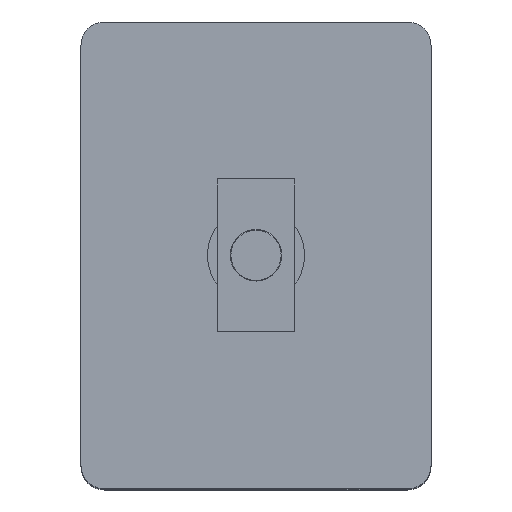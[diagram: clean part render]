
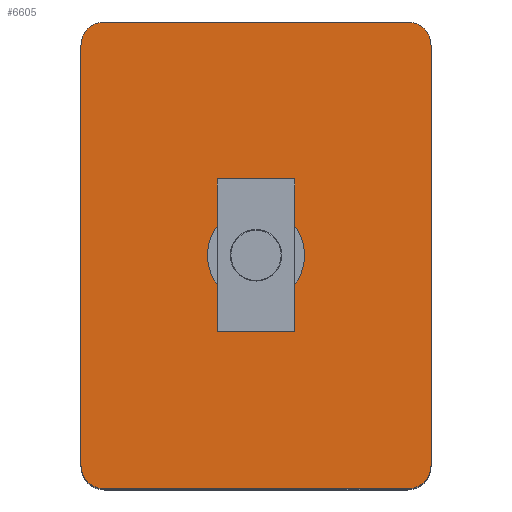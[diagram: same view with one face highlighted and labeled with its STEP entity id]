
A CAD part, top view. The second image highlights one B-rep face of the part: STEP entity #6605.
In plain terms, the highlighted planar face has unit normal (0, 0, 1).
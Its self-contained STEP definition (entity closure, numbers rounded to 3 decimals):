
#29 = CARTESIAN_POINT ( 'NONE',  ( 22.5, 27., 91. ) ) ;
#184 = EDGE_CURVE ( 'NONE', #9258, #460, #10872, .T. ) ;
#313 = ORIENTED_EDGE ( 'NONE', *, *, #11013, .F. ) ;
#460 = VERTEX_POINT ( 'NONE', #8826 ) ;
#737 = EDGE_CURVE ( 'NONE', #5760, #10995, #6117, .T. ) ;
#926 = EDGE_CURVE ( 'NONE', #9258, #3622, #10537, .T. ) ;
#1273 = DIRECTION ( 'NONE',  ( 0., 0., 1. ) ) ;
#1383 = EDGE_LOOP ( 'NONE', ( #2839, #12251, #11051, #11359, #6516, #11749, #12059, #313 ) ) ;
#1620 = CARTESIAN_POINT ( 'NONE',  ( 19.5, -30., 91. ) ) ;
#1682 = AXIS2_PLACEMENT_3D ( 'NONE', #7747, #1273, #8678 ) ;
#1863 = ORIENTED_EDGE ( 'NONE', *, *, #9105, .T. ) ;
#1960 = DIRECTION ( 'NONE',  ( 0., 0., -1. ) ) ;
#2116 = CARTESIAN_POINT ( 'NONE',  ( -22.5, 27., 91. ) ) ;
#2395 = CARTESIAN_POINT ( 'NONE',  ( 19.5, -27., 91. ) ) ;
#2632 = AXIS2_PLACEMENT_3D ( 'NONE', #6228, #11021, #9141 ) ;
#2745 = CARTESIAN_POINT ( 'NONE',  ( 0., 6.25, 91. ) ) ;
#2825 = CARTESIAN_POINT ( 'NONE',  ( 19.5, -30., 91. ) ) ;
#2839 = ORIENTED_EDGE ( 'NONE', *, *, #7122, .T. ) ;
#2986 = CARTESIAN_POINT ( 'NONE',  ( -19.5, -30., 91. ) ) ;
#3399 = CIRCLE ( 'NONE', #8707, 3. ) ;
#3586 = LINE ( 'NONE', #4889, #6870 ) ;
#3622 = VERTEX_POINT ( 'NONE', #2116 ) ;
#3794 = LINE ( 'NONE', #29, #6633 ) ;
#3836 = EDGE_CURVE ( 'NONE', #10373, #5866, #12042, .T. ) ;
#3894 = CARTESIAN_POINT ( 'NONE',  ( 0., -6.25, 91. ) ) ;
#3918 = CARTESIAN_POINT ( 'NONE',  ( -19.5, 27., 91. ) ) ;
#4107 = AXIS2_PLACEMENT_3D ( 'NONE', #5466, #6053, #11650 ) ;
#4340 = DIRECTION ( 'NONE',  ( 0., 0., 1. ) ) ;
#4606 = FACE_OUTER_BOUND ( 'NONE', #1383, .T. ) ;
#4710 = DIRECTION ( 'NONE',  ( 0., -1., 0. ) ) ;
#4745 = DIRECTION ( 'NONE',  ( 0., -1., 0. ) ) ;
#4816 = EDGE_CURVE ( 'NONE', #8107, #460, #10582, .T. ) ;
#4826 = AXIS2_PLACEMENT_3D ( 'NONE', #2395, #4340, #7093 ) ;
#4886 = DIRECTION ( 'NONE',  ( 0., 0., 1. ) ) ;
#4889 = CARTESIAN_POINT ( 'NONE',  ( -22.5, -27., 91. ) ) ;
#5302 = CARTESIAN_POINT ( 'NONE',  ( -19.5, 30., 91. ) ) ;
#5466 = CARTESIAN_POINT ( 'NONE',  ( 16.5, 30., 91. ) ) ;
#5760 = VERTEX_POINT ( 'NONE', #2825 ) ;
#5816 = DIRECTION ( 'NONE',  ( 0., 1., 0. ) ) ;
#5866 = VERTEX_POINT ( 'NONE', #2745 ) ;
#5962 = CARTESIAN_POINT ( 'NONE',  ( -19.5, -27., 91. ) ) ;
#6053 = DIRECTION ( 'NONE',  ( 0., 0., 1. ) ) ;
#6117 = LINE ( 'NONE', #1620, #8330 ) ;
#6215 = AXIS2_PLACEMENT_3D ( 'NONE', #3918, #4886, #8717 ) ;
#6228 = CARTESIAN_POINT ( 'NONE',  ( 0., 0., 91. ) ) ;
#6516 = ORIENTED_EDGE ( 'NONE', *, *, #4816, .T. ) ;
#6605 = ADVANCED_FACE ( 'NONE', ( #4606, #9938 ), #12095, .T. ) ;
#6633 = VECTOR ( 'NONE', #4710, 1000. ) ;
#6870 = VECTOR ( 'NONE', #5816, 1000. ) ;
#6941 = CARTESIAN_POINT ( 'NONE',  ( -19.5, 30., 91. ) ) ;
#7093 = DIRECTION ( 'NONE',  ( 0., -1., 0. ) ) ;
#7122 = EDGE_CURVE ( 'NONE', #10057, #10995, #3399, .T. ) ;
#7155 = CARTESIAN_POINT ( 'NONE',  ( -22.5, -27., 91. ) ) ;
#7321 = AXIS2_PLACEMENT_3D ( 'NONE', #7562, #1960, #4745 ) ;
#7486 = ORIENTED_EDGE ( 'NONE', *, *, #3836, .T. ) ;
#7562 = CARTESIAN_POINT ( 'NONE',  ( 0., 0., 91. ) ) ;
#7747 = CARTESIAN_POINT ( 'NONE',  ( 19.5, 27., 91. ) ) ;
#7868 = DIRECTION ( 'NONE',  ( 0., 0., 1. ) ) ;
#7931 = CIRCLE ( 'NONE', #7321, 6.25 ) ;
#8107 = VERTEX_POINT ( 'NONE', #10029 ) ;
#8160 = DIRECTION ( 'NONE',  ( 1., 0., 0. ) ) ;
#8330 = VECTOR ( 'NONE', #8562, 1000. ) ;
#8355 = EDGE_CURVE ( 'NONE', #8107, #11972, #3794, .T. ) ;
#8562 = DIRECTION ( 'NONE',  ( -1., 0., 0. ) ) ;
#8678 = DIRECTION ( 'NONE',  ( 1., 0., 0. ) ) ;
#8707 = AXIS2_PLACEMENT_3D ( 'NONE', #5962, #7868, #10585 ) ;
#8717 = DIRECTION ( 'NONE',  ( 0., 1., 0. ) ) ;
#8826 = CARTESIAN_POINT ( 'NONE',  ( 19.5, 30., 91. ) ) ;
#9105 = EDGE_CURVE ( 'NONE', #5866, #10373, #7931, .T. ) ;
#9141 = DIRECTION ( 'NONE',  ( 0., -1., 0. ) ) ;
#9258 = VERTEX_POINT ( 'NONE', #6941 ) ;
#9892 = CARTESIAN_POINT ( 'NONE',  ( 22.5, -27., 91. ) ) ;
#9938 = FACE_BOUND ( 'NONE', #10244, .T. ) ;
#10029 = CARTESIAN_POINT ( 'NONE',  ( 22.5, 27., 91. ) ) ;
#10057 = VERTEX_POINT ( 'NONE', #7155 ) ;
#10244 = EDGE_LOOP ( 'NONE', ( #7486, #1863 ) ) ;
#10373 = VERTEX_POINT ( 'NONE', #3894 ) ;
#10432 = CIRCLE ( 'NONE', #4826, 3. ) ;
#10537 = CIRCLE ( 'NONE', #6215, 3. ) ;
#10582 = CIRCLE ( 'NONE', #1682, 3. ) ;
#10585 = DIRECTION ( 'NONE',  ( -1., 0., 0. ) ) ;
#10872 = LINE ( 'NONE', #5302, #11904 ) ;
#10995 = VERTEX_POINT ( 'NONE', #2986 ) ;
#11013 = EDGE_CURVE ( 'NONE', #10057, #3622, #3586, .T. ) ;
#11021 = DIRECTION ( 'NONE',  ( 0., 0., -1. ) ) ;
#11051 = ORIENTED_EDGE ( 'NONE', *, *, #12083, .T. ) ;
#11359 = ORIENTED_EDGE ( 'NONE', *, *, #8355, .F. ) ;
#11650 = DIRECTION ( 'NONE',  ( 0., -1., 0. ) ) ;
#11749 = ORIENTED_EDGE ( 'NONE', *, *, #184, .F. ) ;
#11904 = VECTOR ( 'NONE', #8160, 1000. ) ;
#11972 = VERTEX_POINT ( 'NONE', #9892 ) ;
#12042 = CIRCLE ( 'NONE', #2632, 6.25 ) ;
#12059 = ORIENTED_EDGE ( 'NONE', *, *, #926, .T. ) ;
#12083 = EDGE_CURVE ( 'NONE', #5760, #11972, #10432, .T. ) ;
#12095 = PLANE ( 'NONE',  #4107 ) ;
#12251 = ORIENTED_EDGE ( 'NONE', *, *, #737, .F. ) ;
